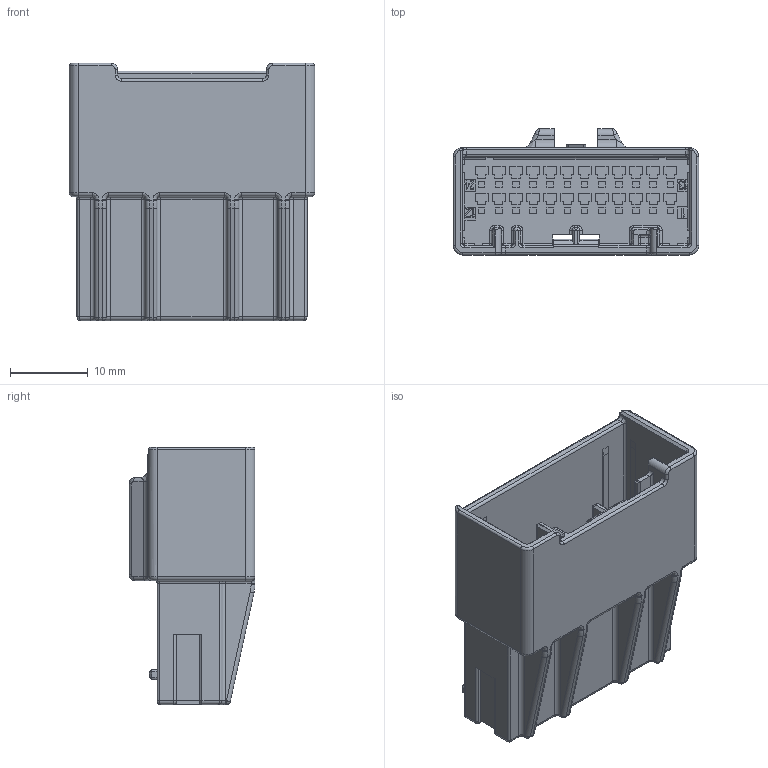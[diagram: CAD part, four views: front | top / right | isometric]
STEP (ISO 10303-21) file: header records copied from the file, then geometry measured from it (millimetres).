
FILE_DESCRIPTION((''),'2;1');
FILE_NAME('025_II_24M_HSG_REV01','2023-01-04T11:16:44',('jhryu'),(''),'CREO PARAMETRIC BY PTC INC, 2017380','CREO PARAMETRIC BY PTC INC, 2017380','');
FILE_SCHEMA(('CONFIG_CONTROL_DESIGN'));
Length unit declared in the file: millimetre
Products named in the file (1): 025_II_24M_HSG_REV01
Bounding box: 31.5 x 16.15 x 33 mm (x, y, z)
Volume: 6515.3 mm3; surface area: 5752.7 mm2
Topology: 1 solids, 1 shells, 1875 faces, 5017 edges, 3212 vertices
Faces by surface type: plane 1408, cylinder 338, torus 52, bspline 29, sphere 28, cone 20
Entity records: 58819 total; most frequent: CARTESIAN_POINT 12163, ORIENTED_EDGE 10012, DIRECTION 9076, EDGE_CURVE 5006, VECTOR 4246, LINE 4246, VERTEX_POINT 3212, AXIS2_PLACEMENT_3D 2415
